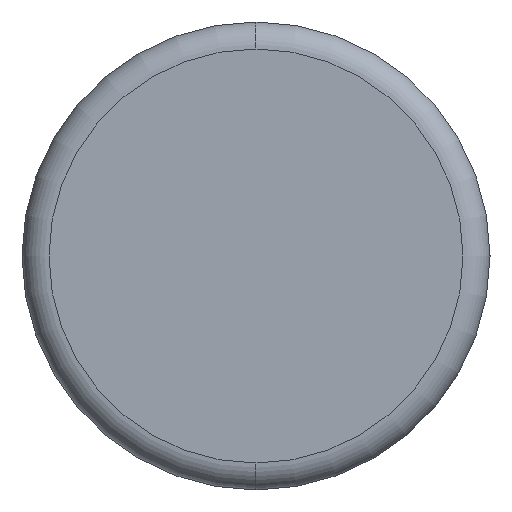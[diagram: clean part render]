
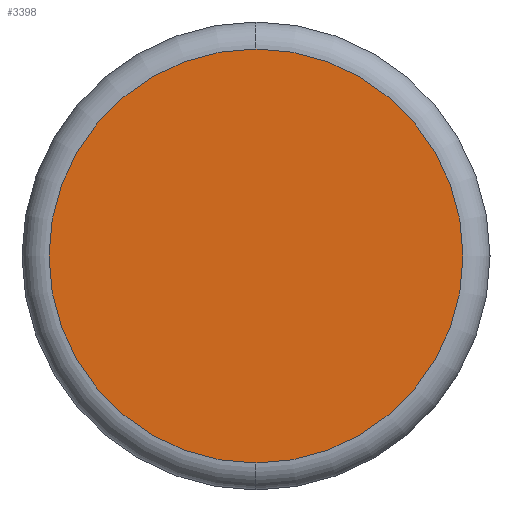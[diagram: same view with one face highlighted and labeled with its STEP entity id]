
A CAD part, left-side view. The second image highlights one B-rep face of the part: STEP entity #3398.
In plain terms, the highlighted planar face has unit normal (-1, 0, 0).
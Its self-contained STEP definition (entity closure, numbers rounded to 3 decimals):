
#1718 = DIRECTION ( 'NONE',  ( -1., 0., 0. ) ) ;
#1905 = CARTESIAN_POINT ( 'NONE',  ( -10., 0., -2.3 ) ) ;
#2431 = CARTESIAN_POINT ( 'NONE',  ( -10., 0., 0. ) ) ;
#2592 = CARTESIAN_POINT ( 'NONE',  ( -10., 0., 2.3 ) ) ;
#2985 = CIRCLE ( 'NONE', #3177, 2.3 ) ;
#3177 = AXIS2_PLACEMENT_3D ( 'NONE', #10794, #5538, #5423 ) ;
#3237 = EDGE_CURVE ( 'NONE', #6639, #5067, #8002, .T. ) ;
#3398 = ADVANCED_FACE ( 'NONE', ( #9059 ), #7371, .T. ) ;
#3914 = EDGE_LOOP ( 'NONE', ( #11515, #10579 ) ) ;
#4851 = DIRECTION ( 'NONE',  ( 0., 0., -1. ) ) ;
#5067 = VERTEX_POINT ( 'NONE', #1905 ) ;
#5267 = DIRECTION ( 'NONE',  ( 0., 0., 1. ) ) ;
#5388 = AXIS2_PLACEMENT_3D ( 'NONE', #2431, #1718, #5267 ) ;
#5423 = DIRECTION ( 'NONE',  ( 0., 0., 1. ) ) ;
#5538 = DIRECTION ( 'NONE',  ( -1., 0., 0. ) ) ;
#5848 = EDGE_CURVE ( 'NONE', #5067, #6639, #2985, .T. ) ;
#5849 = AXIS2_PLACEMENT_3D ( 'NONE', #10265, #10036, #4851 ) ;
#6639 = VERTEX_POINT ( 'NONE', #2592 ) ;
#7371 = PLANE ( 'NONE',  #5849 ) ;
#8002 = CIRCLE ( 'NONE', #5388, 2.3 ) ;
#9059 = FACE_OUTER_BOUND ( 'NONE', #3914, .T. ) ;
#10036 = DIRECTION ( 'NONE',  ( -1., 0., 0. ) ) ;
#10265 = CARTESIAN_POINT ( 'NONE',  ( -10., 0., 0. ) ) ;
#10579 = ORIENTED_EDGE ( 'NONE', *, *, #5848, .T. ) ;
#10794 = CARTESIAN_POINT ( 'NONE',  ( -10., 0., 0. ) ) ;
#11515 = ORIENTED_EDGE ( 'NONE', *, *, #3237, .T. ) ;
